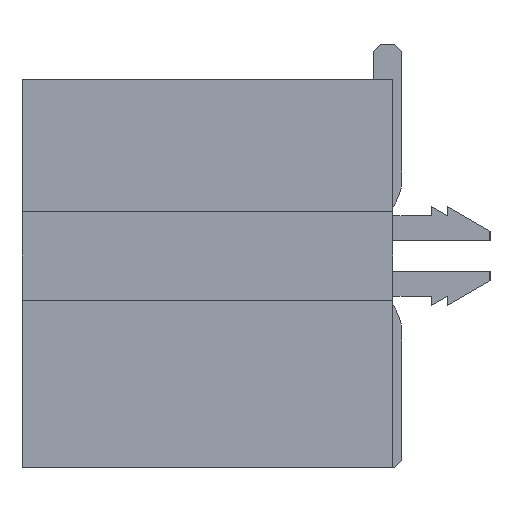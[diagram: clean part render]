
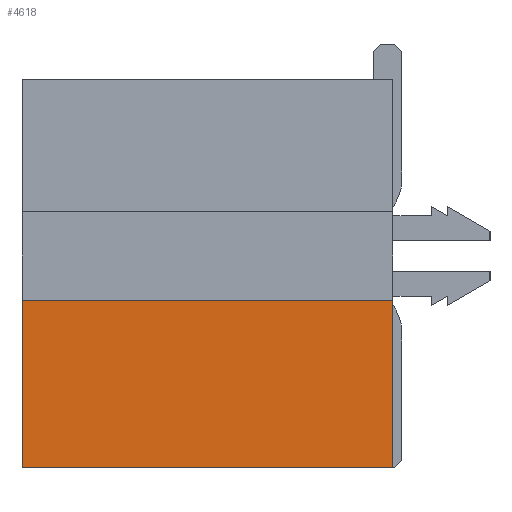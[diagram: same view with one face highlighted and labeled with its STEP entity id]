
A CAD part, left-side view. The second image highlights one B-rep face of the part: STEP entity #4618.
In plain terms, the highlighted planar face has unit normal (-1, 0, 0).
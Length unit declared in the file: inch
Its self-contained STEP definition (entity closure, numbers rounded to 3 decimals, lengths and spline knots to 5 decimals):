
#175=ORIENTED_EDGE('',*,*,#1533,.F.);
#176=ORIENTED_EDGE('',*,*,#1535,.T.);
#177=ORIENTED_EDGE('',*,*,#1503,.T.);
#178=ORIENTED_EDGE('',*,*,#1475,.T.);
#1475=EDGE_CURVE('',#2159,#2161,#2617,.T.);
#1503=EDGE_CURVE('',#2187,#2159,#2645,.T.);
#1533=EDGE_CURVE('',#2210,#2161,#2675,.T.);
#1535=EDGE_CURVE('',#2210,#2187,#2677,.T.);
#2159=VERTEX_POINT('',#6375);
#2161=VERTEX_POINT('',#6379);
#2187=VERTEX_POINT('',#6436);
#2210=VERTEX_POINT('',#6492);
#2617=LINE('',#6380,#3263);
#2645=LINE('',#6435,#3291);
#2675=LINE('',#6493,#3321);
#2677=LINE('',#6496,#3323);
#3263=VECTOR('',#5161,39.37008);
#3291=VECTOR('',#5193,39.37008);
#3321=VECTOR('',#5231,39.37008);
#3323=VECTOR('',#5235,39.37008);
#3912=EDGE_LOOP('',(#175,#176,#177,#178));
#4156=FACE_BOUND('',#3912,.T.);
#4398=PLANE('',#4873);
#4618=ADVANCED_FACE('',(#4156),#4398,.F.);
#4873=AXIS2_PLACEMENT_3D('',#6495,#5233,#5234);
#5161=DIRECTION('',(0.,-1.,0.));
#5193=DIRECTION('',(0.,0.,-1.));
#5231=DIRECTION('',(0.,0.,-1.));
#5233=DIRECTION('',(1.,0.,0.));
#5234=DIRECTION('',(0.,0.,-1.));
#5235=DIRECTION('',(0.,1.,0.));
#6375=CARTESIAN_POINT('',(-0.25,0.21,-0.12));
#6379=CARTESIAN_POINT('',(-0.25,0.,-0.12));
#6380=CARTESIAN_POINT('',(-0.25,0.21,-0.12));
#6435=CARTESIAN_POINT('',(-0.25,0.21,0.1));
#6436=CARTESIAN_POINT('',(-0.25,0.21,-0.025));
#6492=CARTESIAN_POINT('',(-0.25,0.,-0.025));
#6493=CARTESIAN_POINT('',(-0.25,0.,0.1));
#6495=CARTESIAN_POINT('',(-0.25,0.21,0.1));
#6496=CARTESIAN_POINT('',(-0.25,0.21,-0.025));
